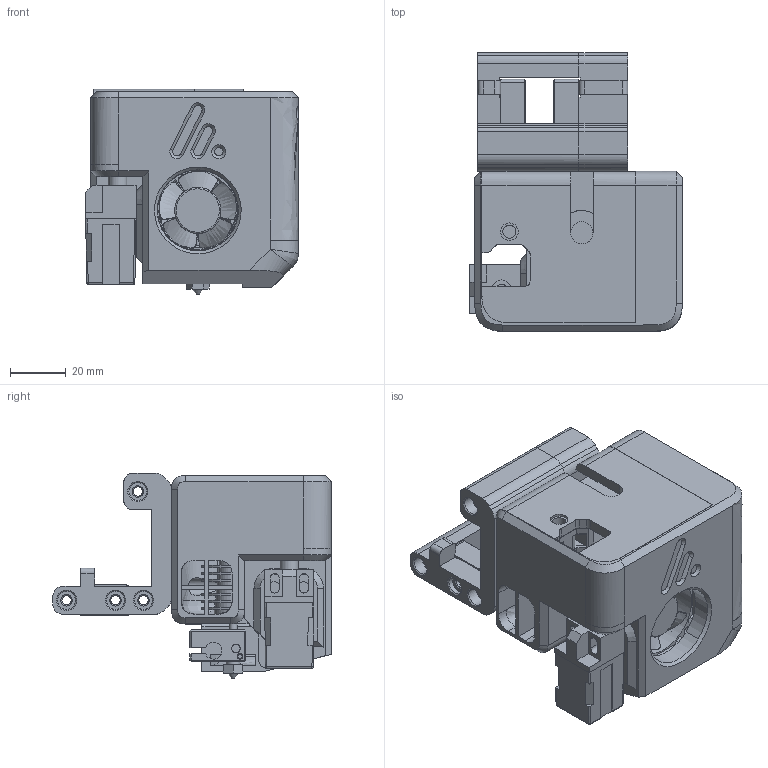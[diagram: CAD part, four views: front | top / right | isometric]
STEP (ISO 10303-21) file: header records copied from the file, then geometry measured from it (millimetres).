
FILE_DESCRIPTION(/* description */ ('STEP AP242','CAx-IF Rec.Pracs.---Representation and Presentation of Product Manufacturing Information (PMI)---4.0---2014-10-13','CAx-IF Rec.Pracs.---3D Tessellated Geometry---0.4---2014-09-14','2;1'),/* implementation_level */ '2;1');
FILE_NAME(/* name */ '635eb5fafc832d756ab273b0',/* time_stamp */ '2022-10-30T17:35:56+00:00',/* author */ (''),/* organization */ (''),/* preprocessor_version */ 'ST-DEVELOPER v18.102',/* originating_system */ ' ',/* authorisation */ ' ');
FILE_SCHEMA (('AP242_MANAGED_MODEL_BASED_3D_ENGINEERING_MIM_LF { 1 0 10303 442 1 1 4 }'));
Length unit declared in the file: metre
Products named in the file (16): Mortar_Toolhead_Assembly; Toolhead_Lid; Belt Holder; E3D V6 1.75mm Universal HotEnd Mockup; Rear_Clamp; CarriageA; 3010 Fan (1); Front_Clamp; CarriageB; turbine; bottom; PCF_Duct; PL08 <1>; PL-08N v3 (1)
Assembly tree (16 placements, depth 3):
  Mortar_Toolhead_Assembly
    Toolhead_Lid
    Belt Holder  x2
    E3D V6 1.75mm Universal HotEnd Mockup
    Rear_Clamp
    CarriageA
    3010 Fan (1)
    Front_Clamp
    CarriageB
    turbine
    bottom
    PCF_Duct
    PL08 <1>
      PL-08N v3 (1)
      PL-08N v3 (1)
      PL-08N v3 (1)
Bounding box: 76.01 x 99.66 x 73.4 mm (x, y, z)
Volume: 159948.7 mm3; surface area: 106895.2 mm2
Topology: 15 solids, 16 shells, 1416 faces, 3750 edges, 2442 vertices
Faces by surface type: plane 765, cylinder 357, bspline 179, cone 107, torus 4, sphere 4
Full cylindrical faces by diameter (mm): 0.4 x1, 1.55 x1, 2 x1, 2.8 x1, 3 x9, 3.2 x4, 3.25 x7, 3.3 x5, 3.6 x1, 4.4 x5, 4.5 x3, 4.7 x18, 5 x2, 5.65 x2, 6 x2, 6.25 x10, 6.4 x5, 6.6 x1, 8 x1, 9 x2, 9.5 x1, 10 x1, 10.5 x1, 11 x1, 11.5 x1, 12 x2, 12.5 x1, 13 x1, 13.5 x1, 14 x1
Entity records: 46175 total; most frequent: CARTESIAN_POINT 13419, ORIENTED_EDGE 6810, DIRECTION 6228, EDGE_CURVE 3405, VERTEX_POINT 2302, AXIS2_PLACEMENT_3D 2171, LINE 1886, VECTOR 1886
